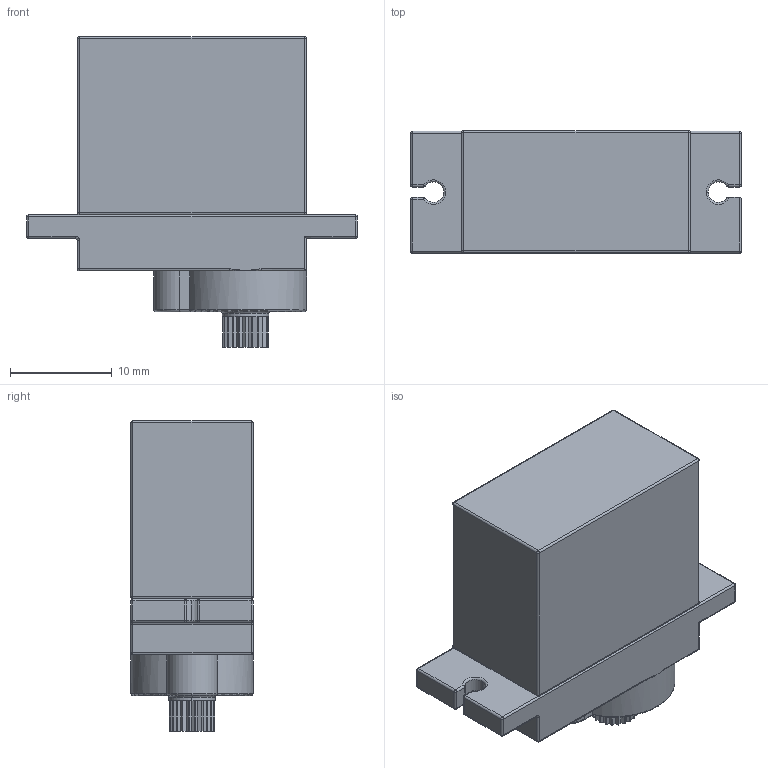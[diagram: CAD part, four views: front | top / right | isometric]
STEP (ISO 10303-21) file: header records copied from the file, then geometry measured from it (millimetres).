
FILE_DESCRIPTION (( 'STEP AP203' ), '1' );
FILE_NAME ('MG90s_servo.STEP', '2020-07-30T21:49:46', ( '' ), ( '' ), 'SwSTEP 2.0', 'SolidWorks 2018', '' );
FILE_SCHEMA (( 'CONFIG_CONTROL_DESIGN' ));
Length unit declared in the file: millimetre
Products named in the file (1): MG90s_servo
Bounding box: 32.5 x 12 x 30.5 mm (x, y, z)
Volume: 7017.9 mm3; surface area: 3151.7 mm2
Topology: 2 solids, 2 shells, 212 faces, 538 edges, 298 vertices
Faces by surface type: cylinder 92, plane 73, sphere 30, torus 13, bspline 4
Entity records: 6214 total; most frequent: CARTESIAN_POINT 1171, DIRECTION 1107, ORIENTED_EDGE 1008, EDGE_CURVE 504, AXIS2_PLACEMENT_3D 410, VERTEX_POINT 298, VECTOR 287, LINE 287
